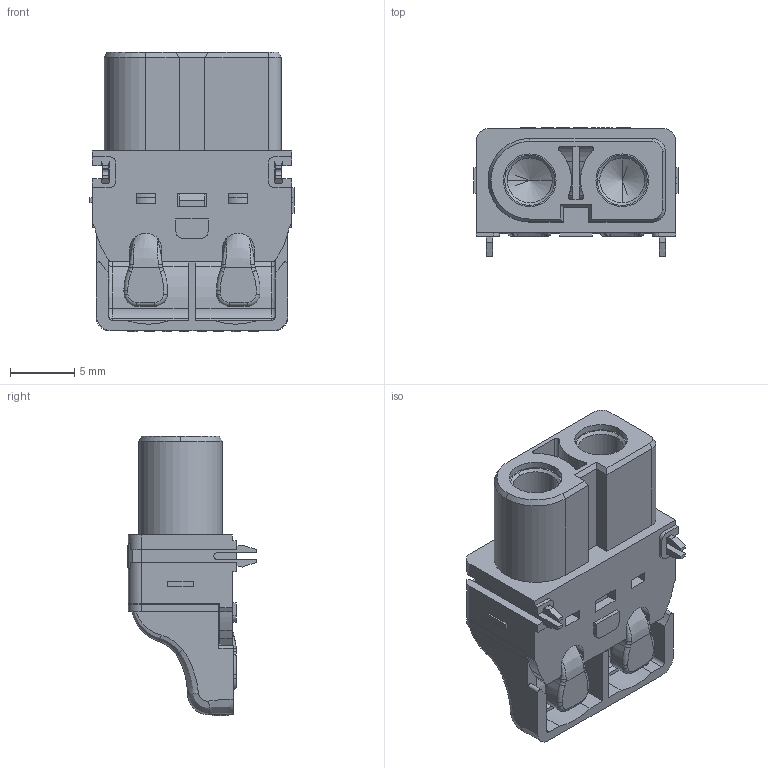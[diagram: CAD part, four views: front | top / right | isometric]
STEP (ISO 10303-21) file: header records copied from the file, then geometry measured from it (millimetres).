
FILE_DESCRIPTION (( 'STEP AP214' ), '1' );
FILE_NAME ('25185377-F4D2-4F44-A598-9EE5F264B37D.STEP', '2023-08-28T06:31:54', ( '' ), ( '' ), 'SwSTEP 2.0', 'SolidWorks 2022', '' );
FILE_SCHEMA (( 'AUTOMOTIVE_DESIGN' ));
Length unit declared in the file: millimetre
Products named in the file (1): 25185377-F4D2-4F44-A598-9EE5F264B37D
Bounding box: 15.9 x 10 x 21.8 mm (x, y, z)
Volume: 1238 mm3; surface area: 2351.2 mm2
Topology: 1 solids, 1 shells, 660 faces, 1882 edges, 1236 vertices
Faces by surface type: plane 356, cylinder 164, bspline 96, torus 26, cone 18
Entity records: 28318 total; most frequent: CARTESIAN_POINT 11701, ORIENTED_EDGE 3756, DIRECTION 3054, EDGE_CURVE 1878, VERTEX_POINT 1236, LINE 1160, VECTOR 1160, AXIS2_PLACEMENT_3D 947
